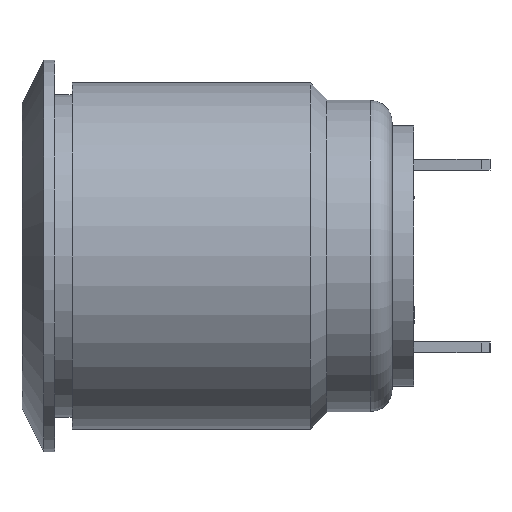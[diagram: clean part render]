
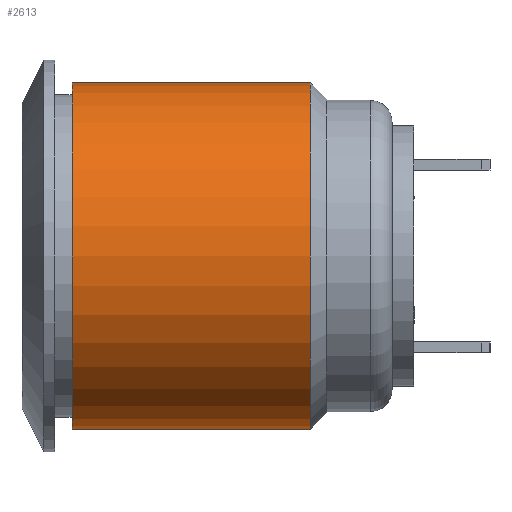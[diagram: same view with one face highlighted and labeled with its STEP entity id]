
A CAD part, front view. The second image highlights one B-rep face of the part: STEP entity #2613.
In plain terms, the highlighted cylindrical face has radius 7.95 mm (diameter 15.9 mm), a full revolution.
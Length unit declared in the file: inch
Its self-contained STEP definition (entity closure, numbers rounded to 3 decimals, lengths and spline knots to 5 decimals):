
#2559=CARTESIAN_POINT('',(0.0315,0.,-0.31299));
#2560=VERTEX_POINT('',#2559);
#2561=CARTESIAN_POINT('',(0.0315,0.0,0.0));
#2562=DIRECTION('',(1.0,0.0,0.0));
#2563=DIRECTION('',(0.0,-1.0,0.0));
#2564=AXIS2_PLACEMENT_3D('',#2561,#2562,#2563);
#2565=CIRCLE('',#2564,0.31299);
#2566=EDGE_CURVE('',#2560,#2560,#2565,.T.);
#2594=CARTESIAN_POINT('',(0.0,0.0,0.0));
#2595=DIRECTION('',(1.0,0.0,0.0));
#2596=DIRECTION('',(0.0,-1.0,0.0));
#2597=AXIS2_PLACEMENT_3D('',#2594,#2595,#2596);
#2598=CYLINDRICAL_SURFACE('',#2597,0.31299);
#2599=ORIENTED_EDGE('',*,*,#2566,.T.);
#2600=EDGE_LOOP('',(#2599));
#2601=FACE_OUTER_BOUND('',#2600,.T.);
#2602=CARTESIAN_POINT('',(0.4626,0.31299,0.));
#2603=VERTEX_POINT('',#2602);
#2604=CARTESIAN_POINT('',(0.4626,0.0,0.0));
#2605=DIRECTION('',(1.0,0.0,0.0));
#2606=DIRECTION('',(0.0,-1.0,0.0));
#2607=AXIS2_PLACEMENT_3D('',#2604,#2605,#2606);
#2608=CIRCLE('',#2607,0.31299);
#2609=EDGE_CURVE('',#2603,#2603,#2608,.T.);
#2610=ORIENTED_EDGE('',*,*,#2609,.F.);
#2611=EDGE_LOOP('',(#2610));
#2612=FACE_BOUND('',#2611,.T.);
#2613=ADVANCED_FACE('',(#2601,#2612),#2598,.T.);
